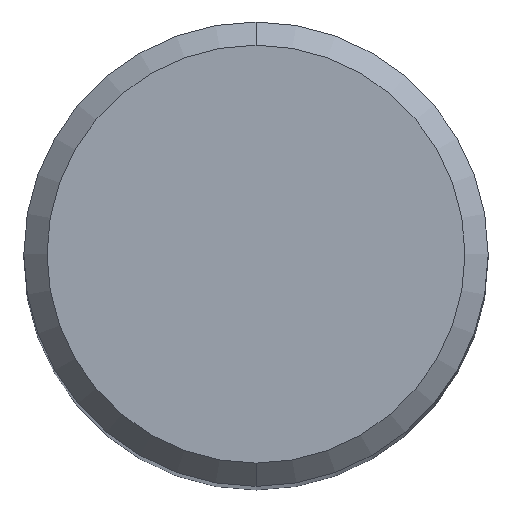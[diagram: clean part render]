
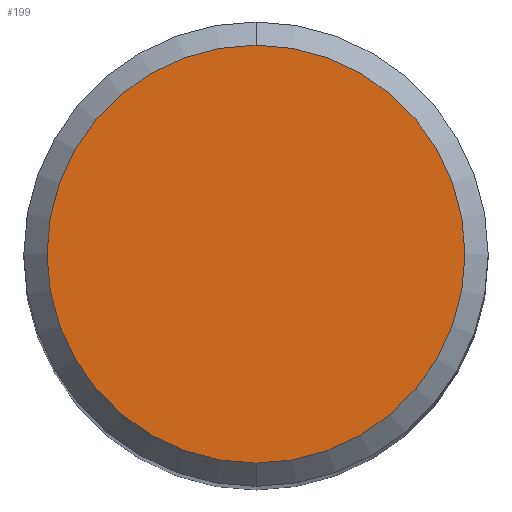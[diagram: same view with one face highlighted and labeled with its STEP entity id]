
A CAD part, top view. The second image highlights one B-rep face of the part: STEP entity #199.
In plain terms, the highlighted planar face has unit normal (0, 0, 1).
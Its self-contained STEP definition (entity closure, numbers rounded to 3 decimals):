
#199=ADVANCED_FACE('',(#507),#508,.T.);
#203=EDGE_CURVE('',#405,#221,#512,.T.);
#221=VERTEX_POINT('',#531);
#275=EDGE_CURVE('',#221,#405,#596,.T.);
#405=VERTEX_POINT('',#737);
#507=FACE_OUTER_BOUND('',#846,.T.);
#508=PLANE('',#847);
#512=CIRCLE('',#854,3.6);
#531=CARTESIAN_POINT('',(0.0,3.6,0.0));
#596=CIRCLE('',#971,3.6);
#737=CARTESIAN_POINT('',(0.,-3.6,0.0));
#846=EDGE_LOOP('',(#1476,#1477));
#847=AXIS2_PLACEMENT_3D('',#1478,#1479,#1480);
#854=AXIS2_PLACEMENT_3D('',#1482,#1483,#1484);
#971=AXIS2_PLACEMENT_3D('',#1621,#1622,#1623);
#1476=ORIENTED_EDGE('',*,*,#275,.F.);
#1477=ORIENTED_EDGE('',*,*,#203,.F.);
#1478=CARTESIAN_POINT('',(0.0,1.8,0.0));
#1479=DIRECTION('',(-0.0,0.0,1.0));
#1480=DIRECTION('',(0.0,-1.0,0.0));
#1482=CARTESIAN_POINT('',(0.0,0.0,0.0));
#1483=DIRECTION('',(0.0,0.0,-1.0));
#1484=DIRECTION('',(0.0,1.0,0.0));
#1621=CARTESIAN_POINT('',(0.0,0.0,0.0));
#1622=DIRECTION('',(0.0,0.0,-1.0));
#1623=DIRECTION('',(0.0,1.0,0.0));
